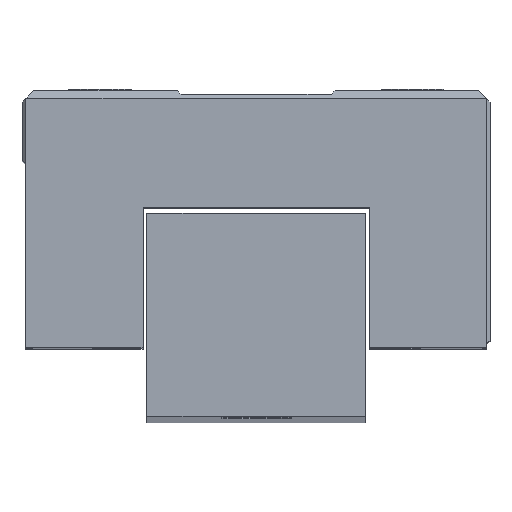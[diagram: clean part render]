
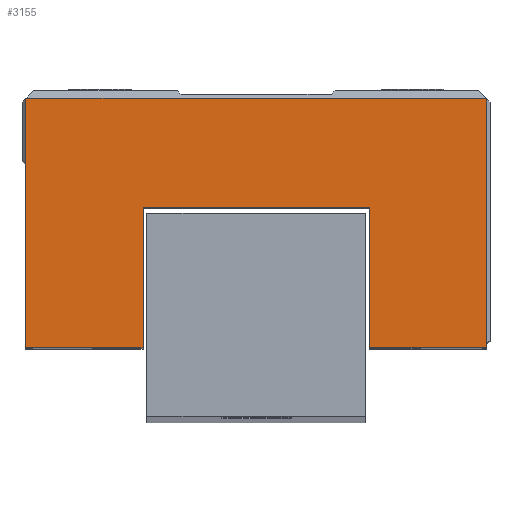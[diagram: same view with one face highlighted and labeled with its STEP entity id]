
A CAD part, top view. The second image highlights one B-rep face of the part: STEP entity #3155.
In plain terms, the highlighted planar face has unit normal (0, 0, 1).
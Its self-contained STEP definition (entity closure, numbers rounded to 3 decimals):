
#1708=DIRECTION('',(0.,-1.,0.));
#1709=VECTOR('',#1708,32.);
#1710=CARTESIAN_POINT('',(-29.5,19.5,49.5));
#1711=LINE('',#1710,#1709);
#1712=DIRECTION('',(-1.,0.,0.));
#1713=VECTOR('',#1712,59.);
#1714=CARTESIAN_POINT('',(29.5,19.5,49.5));
#1715=LINE('',#1714,#1713);
#1716=DIRECTION('',(0.,1.,0.));
#1717=VECTOR('',#1716,32.);
#1718=CARTESIAN_POINT('',(29.5,-12.5,49.5));
#1719=LINE('',#1718,#1717);
#1720=DIRECTION('',(1.,0.,0.));
#1721=VECTOR('',#1720,15.);
#1722=CARTESIAN_POINT('',(14.5,-12.5,49.5));
#1723=LINE('',#1722,#1721);
#1724=DIRECTION('',(0.,-1.,0.));
#1725=VECTOR('',#1724,18.);
#1726=CARTESIAN_POINT('',(14.5,5.5,49.5));
#1727=LINE('',#1726,#1725);
#1728=DIRECTION('',(1.,0.,0.));
#1729=VECTOR('',#1728,29.);
#1730=CARTESIAN_POINT('',(-14.5,5.5,49.5));
#1731=LINE('',#1730,#1729);
#1732=DIRECTION('',(0.,1.,0.));
#1733=VECTOR('',#1732,18.);
#1734=CARTESIAN_POINT('',(-14.5,-12.5,49.5));
#1735=LINE('',#1734,#1733);
#1736=DIRECTION('',(1.,0.,0.));
#1737=VECTOR('',#1736,15.);
#1738=CARTESIAN_POINT('',(-29.5,-12.5,49.5));
#1739=LINE('',#1738,#1737);
#2240=CARTESIAN_POINT('',(-29.5,19.5,49.5));
#2241=CARTESIAN_POINT('',(-29.5,-12.5,49.5));
#2242=VERTEX_POINT('',#2240);
#2243=VERTEX_POINT('',#2241);
#2244=CARTESIAN_POINT('',(-14.5,-12.5,49.5));
#2245=VERTEX_POINT('',#2244);
#2246=CARTESIAN_POINT('',(-14.5,5.5,49.5));
#2247=VERTEX_POINT('',#2246);
#2248=CARTESIAN_POINT('',(14.5,5.5,49.5));
#2249=CARTESIAN_POINT('',(14.5,-12.5,49.5));
#2250=VERTEX_POINT('',#2248);
#2251=VERTEX_POINT('',#2249);
#2252=CARTESIAN_POINT('',(29.5,-12.5,49.5));
#2253=VERTEX_POINT('',#2252);
#2254=CARTESIAN_POINT('',(29.5,19.5,49.5));
#2255=VERTEX_POINT('',#2254);
#3138=CARTESIAN_POINT('',(0.,0.,49.5));
#3139=DIRECTION('',(0.,0.,1.));
#3140=DIRECTION('',(1.,0.,0.));
#3141=AXIS2_PLACEMENT_3D('',#3138,#3139,#3140);
#3142=PLANE('',#3141);
#3143=ORIENTED_EDGE('',*,*,#2814,.F.);
#3144=ORIENTED_EDGE('',*,*,#2845,.F.);
#3146=ORIENTED_EDGE('',*,*,#3145,.F.);
#3147=ORIENTED_EDGE('',*,*,#2993,.F.);
#3148=ORIENTED_EDGE('',*,*,#3031,.F.);
#3150=ORIENTED_EDGE('',*,*,#3149,.F.);
#3151=ORIENTED_EDGE('',*,*,#3103,.F.);
#3152=ORIENTED_EDGE('',*,*,#2686,.F.);
#3153=EDGE_LOOP('',(#3143,#3144,#3146,#3147,#3148,#3150,#3151,#3152));
#3154=FACE_OUTER_BOUND('',#3153,.F.);
#3155=ADVANCED_FACE('',(#3154),#3142,.T.);
#2686=EDGE_CURVE('',#2243,#2245,#1739,.T.);
#2814=EDGE_CURVE('',#2242,#2243,#1711,.T.);
#2845=EDGE_CURVE('',#2255,#2242,#1715,.T.);
#2993=EDGE_CURVE('',#2251,#2253,#1723,.T.);
#3031=EDGE_CURVE('',#2250,#2251,#1727,.T.);
#3103=EDGE_CURVE('',#2245,#2247,#1735,.T.);
#3145=EDGE_CURVE('',#2253,#2255,#1719,.T.);
#3149=EDGE_CURVE('',#2247,#2250,#1731,.T.);
